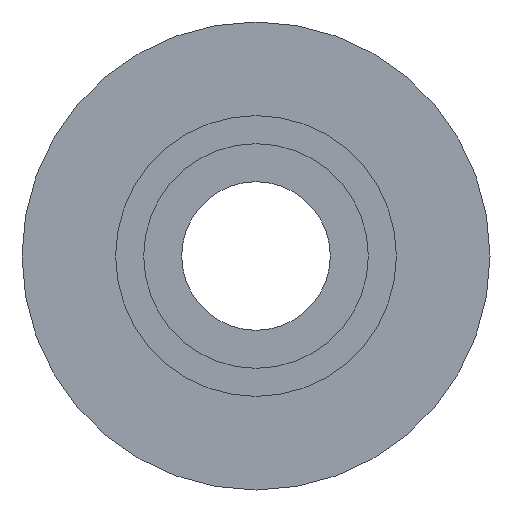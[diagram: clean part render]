
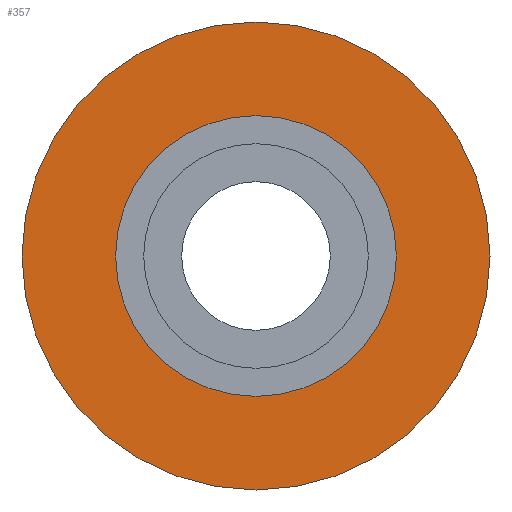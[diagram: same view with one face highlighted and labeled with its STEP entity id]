
A CAD part, front view. The second image highlights one B-rep face of the part: STEP entity #357.
In plain terms, the highlighted planar face has unit normal (0, -1, 0).
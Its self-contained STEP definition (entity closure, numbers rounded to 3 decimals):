
#15 = EDGE_LOOP ( 'NONE', ( #31 ) ) ;
#31 = ORIENTED_EDGE ( 'NONE', *, *, #236, .F. ) ;
#89 = ORIENTED_EDGE ( 'NONE', *, *, #149, .T. ) ;
#137 = CARTESIAN_POINT ( 'NONE',  ( 0., 7.8, -2.1 ) ) ;
#145 = AXIS2_PLACEMENT_3D ( 'NONE', #280, #200, #198 ) ;
#149 = EDGE_CURVE ( 'NONE', #209, #209, #324, .T. ) ;
#175 = FACE_BOUND ( 'NONE', #15, .T. ) ;
#179 = CARTESIAN_POINT ( 'NONE',  ( 0., 7.8, -5. ) ) ;
#185 = AXIS2_PLACEMENT_3D ( 'NONE', #218, #339, #340 ) ;
#198 = DIRECTION ( 'NONE',  ( 0., 0., 1. ) ) ;
#200 = DIRECTION ( 'NONE',  ( 0., 1., 0. ) ) ;
#207 = FACE_OUTER_BOUND ( 'NONE', #308, .T. ) ;
#209 = VERTEX_POINT ( 'NONE', #179 ) ;
#210 = AXIS2_PLACEMENT_3D ( 'NONE', #364, #382, #370 ) ;
#218 = CARTESIAN_POINT ( 'NONE',  ( 0., 7.8, 0. ) ) ;
#227 = PLANE ( 'NONE',  #145 ) ;
#236 = EDGE_CURVE ( 'NONE', #238, #238, #285, .T. ) ;
#238 = VERTEX_POINT ( 'NONE', #137 ) ;
#280 = CARTESIAN_POINT ( 'NONE',  ( -5., 7.8, 0. ) ) ;
#285 = CIRCLE ( 'NONE', #185, 2.1 ) ;
#308 = EDGE_LOOP ( 'NONE', ( #89 ) ) ;
#324 = CIRCLE ( 'NONE', #210, 5. ) ;
#339 = DIRECTION ( 'NONE',  ( 0., -1., 0. ) ) ;
#340 = DIRECTION ( 'NONE',  ( 0., 0., -1. ) ) ;
#357 = ADVANCED_FACE ( 'NONE', ( #175, #207 ), #227, .F. ) ;
#364 = CARTESIAN_POINT ( 'NONE',  ( 0., 7.8, 0. ) ) ;
#370 = DIRECTION ( 'NONE',  ( 0., 0., -1. ) ) ;
#382 = DIRECTION ( 'NONE',  ( 0., -1., 0. ) ) ;
